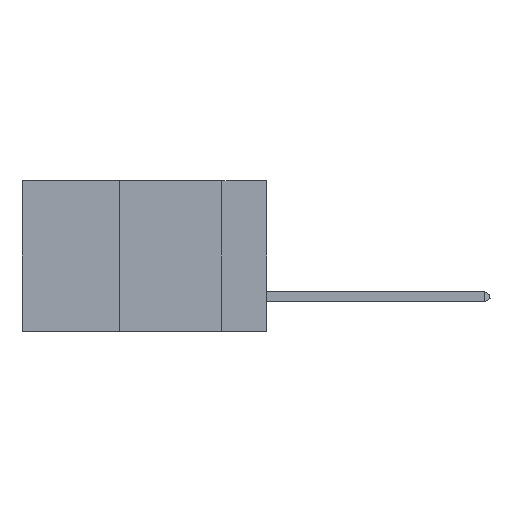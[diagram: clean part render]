
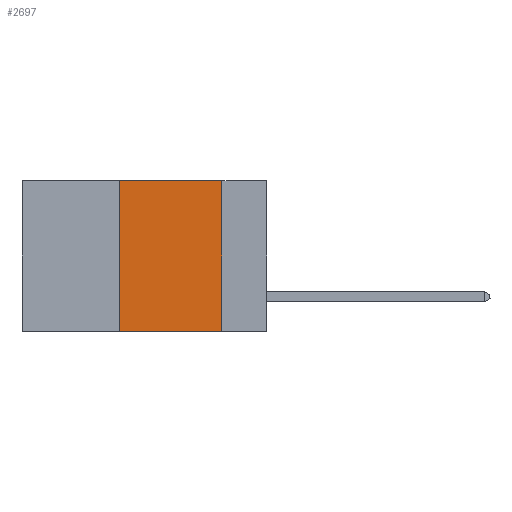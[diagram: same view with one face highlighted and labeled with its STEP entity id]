
A CAD part, left-side view. The second image highlights one B-rep face of the part: STEP entity #2697.
In plain terms, the highlighted planar face has unit normal (-1, 0, 0).
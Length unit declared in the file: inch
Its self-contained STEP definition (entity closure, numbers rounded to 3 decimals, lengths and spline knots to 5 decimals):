
#865 = CARTESIAN_POINT ( 'NONE',  ( 0., 0.6, -0.37 ) ) ;
#1254 = EDGE_CURVE ( 'NONE', #2228, #12371, #1515, .T. ) ;
#1286 = ORIENTED_EDGE ( 'NONE', *, *, #9524, .T. ) ;
#1342 = LINE ( 'NONE', #865, #7211 ) ;
#1515 = LINE ( 'NONE', #11624, #3996 ) ;
#1581 = VECTOR ( 'NONE', #6499, 39.37008 ) ;
#1671 = CARTESIAN_POINT ( 'NONE',  ( 0., 0.11, 0. ) ) ;
#2228 = VERTEX_POINT ( 'NONE', #11722 ) ;
#2343 = ORIENTED_EDGE ( 'NONE', *, *, #12404, .F. ) ;
#2431 = EDGE_CURVE ( 'NONE', #6333, #2228, #4172, .T. ) ;
#2435 = FACE_OUTER_BOUND ( 'NONE', #4708, .T. ) ;
#2697 = ADVANCED_FACE ( 'NONE', ( #2435 ), #12810, .F. ) ;
#3149 = DIRECTION ( 'NONE',  ( 0., 0., -1. ) ) ;
#3996 = VECTOR ( 'NONE', #10305, 39.37008 ) ;
#4026 = CARTESIAN_POINT ( 'NONE',  ( 0., 0.36, -0.37 ) ) ;
#4172 = LINE ( 'NONE', #11034, #15473 ) ;
#4708 = EDGE_LOOP ( 'NONE', ( #2343, #9904, #7157, #1286 ) ) ;
#5390 = CARTESIAN_POINT ( 'NONE',  ( 0., 0.11, 0. ) ) ;
#6333 = VERTEX_POINT ( 'NONE', #4026 ) ;
#6499 = DIRECTION ( 'NONE',  ( 0., 0., -1. ) ) ;
#6959 = DIRECTION ( 'NONE',  ( 0., -1., 0. ) ) ;
#7157 = ORIENTED_EDGE ( 'NONE', *, *, #2431, .F. ) ;
#7211 = VECTOR ( 'NONE', #6959, 39.37008 ) ;
#7354 = AXIS2_PLACEMENT_3D ( 'NONE', #13953, #7899, #3149 ) ;
#7899 = DIRECTION ( 'NONE',  ( 1., 0., 0. ) ) ;
#8077 = VERTEX_POINT ( 'NONE', #12642 ) ;
#9524 = EDGE_CURVE ( 'NONE', #6333, #8077, #1342, .T. ) ;
#9904 = ORIENTED_EDGE ( 'NONE', *, *, #1254, .F. ) ;
#10305 = DIRECTION ( 'NONE',  ( 0., -1., 0. ) ) ;
#11034 = CARTESIAN_POINT ( 'NONE',  ( 0., 0.36, 0. ) ) ;
#11624 = CARTESIAN_POINT ( 'NONE',  ( 0., 0.6, 0. ) ) ;
#11722 = CARTESIAN_POINT ( 'NONE',  ( 0., 0.36, 0. ) ) ;
#12371 = VERTEX_POINT ( 'NONE', #1671 ) ;
#12404 = EDGE_CURVE ( 'NONE', #12371, #8077, #13092, .T. ) ;
#12642 = CARTESIAN_POINT ( 'NONE',  ( 0., 0.11, -0.37 ) ) ;
#12810 = PLANE ( 'NONE',  #7354 ) ;
#13092 = LINE ( 'NONE', #5390, #1581 ) ;
#13427 = DIRECTION ( 'NONE',  ( 0., 0., 1. ) ) ;
#13953 = CARTESIAN_POINT ( 'NONE',  ( 0., 0.6, 0. ) ) ;
#15473 = VECTOR ( 'NONE', #13427, 39.37008 ) ;
